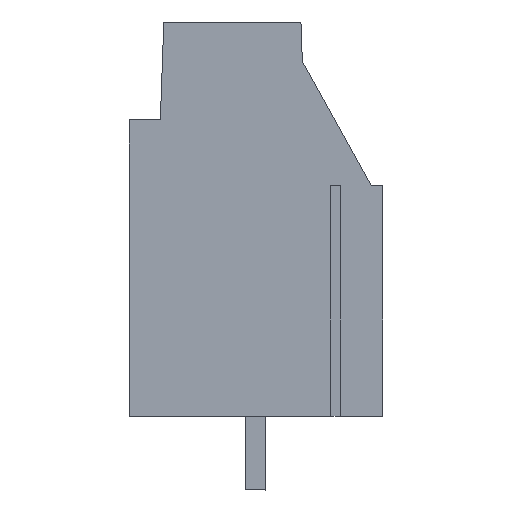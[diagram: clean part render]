
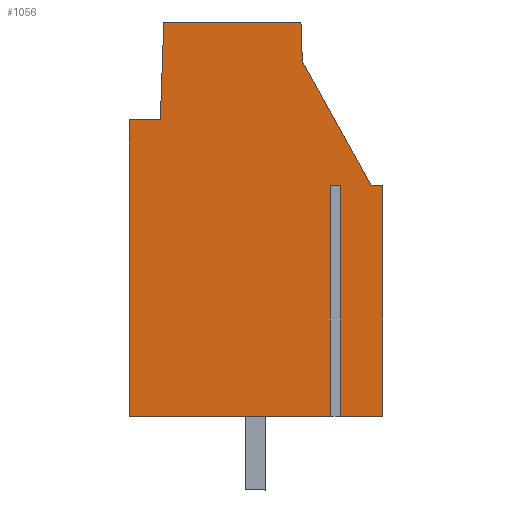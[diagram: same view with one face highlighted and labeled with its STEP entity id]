
A CAD part, left-side view. The second image highlights one B-rep face of the part: STEP entity #1056.
In plain terms, the highlighted planar face has unit normal (-1, 0, 0).
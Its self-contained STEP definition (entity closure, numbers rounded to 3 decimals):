
#964=AXIS2_PLACEMENT_3D('Plane Axis2P3D',#961,#962,#963) ;
#634=CARTESIAN_POINT('Vertex',(0.,0.5,13.2)) ;
#639=CARTESIAN_POINT('Line Origine',(0.,0.25,13.2)) ;
#643=CARTESIAN_POINT('Vertex',(0.,0.,13.2)) ;
#682=CARTESIAN_POINT('Vertex',(0.,3.49,18.592)) ;
#687=CARTESIAN_POINT('Line Origine',(0.,1.995,15.896)) ;
#961=CARTESIAN_POINT('Axis2P3D Location',(0.,11.,0.)) ;
#966=CARTESIAN_POINT('Line Origine',(0.,0.912,3.2)) ;
#970=CARTESIAN_POINT('Vertex',(0.,1.825,3.2)) ;
#972=CARTESIAN_POINT('Vertex',(0.,0.,3.2)) ;
#975=CARTESIAN_POINT('Line Origine',(0.,0.,8.2)) ;
#980=CARTESIAN_POINT('Line Origine',(0.,3.52,19.446)) ;
#984=CARTESIAN_POINT('Vertex',(0.,3.55,20.3)) ;
#987=CARTESIAN_POINT('Line Origine',(0.,6.525,20.3)) ;
#991=CARTESIAN_POINT('Vertex',(0.,9.5,20.3)) ;
#994=CARTESIAN_POINT('Line Origine',(0.,9.574,18.175)) ;
#998=CARTESIAN_POINT('Vertex',(0.,9.648,16.05)) ;
#1001=CARTESIAN_POINT('Line Origine',(0.,10.324,16.05)) ;
#1005=CARTESIAN_POINT('Vertex',(0.,11.,16.05)) ;
#1008=CARTESIAN_POINT('Line Origine',(0.,11.,9.625)) ;
#1012=CARTESIAN_POINT('Vertex',(0.,11.,3.2)) ;
#1015=CARTESIAN_POINT('Line Origine',(0.,6.638,3.2)) ;
#1019=CARTESIAN_POINT('Vertex',(0.,2.275,3.2)) ;
#1022=CARTESIAN_POINT('Line Origine',(0.,2.275,8.2)) ;
#1026=CARTESIAN_POINT('Vertex',(0.,2.275,13.2)) ;
#1029=CARTESIAN_POINT('Line Origine',(0.,2.05,13.2)) ;
#1033=CARTESIAN_POINT('Vertex',(0.,1.825,13.2)) ;
#1036=CARTESIAN_POINT('Line Origine',(0.,1.825,8.2)) ;
#640=DIRECTION('Vector Direction',(0.,-1.,0.)) ;
#688=DIRECTION('Vector Direction',(0.,-0.485,-0.875)) ;
#962=DIRECTION('Axis2P3D Direction',(-1.,0.,0.)) ;
#963=DIRECTION('Axis2P3D XDirection',(0.,-1.,0.)) ;
#967=DIRECTION('Vector Direction',(0.,1.,0.)) ;
#976=DIRECTION('Vector Direction',(0.,0.,-1.)) ;
#981=DIRECTION('Vector Direction',(0.,0.035,0.999)) ;
#988=DIRECTION('Vector Direction',(0.,-1.,0.)) ;
#995=DIRECTION('Vector Direction',(0.,0.035,-0.999)) ;
#1002=DIRECTION('Vector Direction',(0.,-1.,0.)) ;
#1009=DIRECTION('Vector Direction',(0.,0.,1.)) ;
#1016=DIRECTION('Vector Direction',(0.,1.,0.)) ;
#1023=DIRECTION('Vector Direction',(0.,0.,1.)) ;
#1030=DIRECTION('Vector Direction',(0.,-1.,0.)) ;
#1037=DIRECTION('Vector Direction',(0.,0.,1.)) ;
#641=VECTOR('Line Direction',#640,1.) ;
#689=VECTOR('Line Direction',#688,1.) ;
#968=VECTOR('Line Direction',#967,1.) ;
#977=VECTOR('Line Direction',#976,1.) ;
#982=VECTOR('Line Direction',#981,1.) ;
#989=VECTOR('Line Direction',#988,1.) ;
#996=VECTOR('Line Direction',#995,1.) ;
#1003=VECTOR('Line Direction',#1002,1.) ;
#1010=VECTOR('Line Direction',#1009,1.) ;
#1017=VECTOR('Line Direction',#1016,1.) ;
#1024=VECTOR('Line Direction',#1023,1.) ;
#1031=VECTOR('Line Direction',#1030,1.) ;
#1038=VECTOR('Line Direction',#1037,1.) ;
#1042=ORIENTED_EDGE('',*,*,#974,.T.) ;
#1043=ORIENTED_EDGE('',*,*,#979,.T.) ;
#1044=ORIENTED_EDGE('',*,*,#645,.T.) ;
#1045=ORIENTED_EDGE('',*,*,#691,.T.) ;
#1046=ORIENTED_EDGE('',*,*,#986,.T.) ;
#1047=ORIENTED_EDGE('',*,*,#993,.T.) ;
#1048=ORIENTED_EDGE('',*,*,#1000,.T.) ;
#1049=ORIENTED_EDGE('',*,*,#1007,.T.) ;
#1050=ORIENTED_EDGE('',*,*,#1014,.T.) ;
#1051=ORIENTED_EDGE('',*,*,#1021,.T.) ;
#1052=ORIENTED_EDGE('',*,*,#1028,.T.) ;
#1053=ORIENTED_EDGE('',*,*,#1035,.F.) ;
#1054=ORIENTED_EDGE('',*,*,#1040,.F.) ;
#1056=ADVANCED_FACE('KLSC M3x6.3.1',(#1055),#965,.T.) ;
#645=EDGE_CURVE('',#644,#635,#642,.F.) ;
#691=EDGE_CURVE('',#635,#683,#690,.F.) ;
#974=EDGE_CURVE('',#971,#973,#969,.F.) ;
#979=EDGE_CURVE('',#973,#644,#978,.F.) ;
#986=EDGE_CURVE('',#683,#985,#983,.T.) ;
#993=EDGE_CURVE('',#985,#992,#990,.F.) ;
#1000=EDGE_CURVE('',#992,#999,#997,.T.) ;
#1007=EDGE_CURVE('',#999,#1006,#1004,.F.) ;
#1014=EDGE_CURVE('',#1006,#1013,#1011,.F.) ;
#1021=EDGE_CURVE('',#1013,#1020,#1018,.F.) ;
#1028=EDGE_CURVE('',#1020,#1027,#1025,.T.) ;
#1035=EDGE_CURVE('',#1034,#1027,#1032,.F.) ;
#1040=EDGE_CURVE('',#971,#1034,#1039,.T.) ;
#1041=EDGE_LOOP('',(#1042,#1043,#1044,#1045,#1046,#1047,#1048,#1049,#1050,#1051,#1052,#1053,#1054)) ;
#1055=FACE_OUTER_BOUND('',#1041,.T.) ;
#642=LINE('Line',#639,#641) ;
#690=LINE('Line',#687,#689) ;
#969=LINE('Line',#966,#968) ;
#978=LINE('Line',#975,#977) ;
#983=LINE('Line',#980,#982) ;
#990=LINE('Line',#987,#989) ;
#997=LINE('Line',#994,#996) ;
#1004=LINE('Line',#1001,#1003) ;
#1011=LINE('Line',#1008,#1010) ;
#1018=LINE('Line',#1015,#1017) ;
#1025=LINE('Line',#1022,#1024) ;
#1032=LINE('Line',#1029,#1031) ;
#1039=LINE('Line',#1036,#1038) ;
#965=PLANE('',#964) ;
#635=VERTEX_POINT('',#634) ;
#644=VERTEX_POINT('',#643) ;
#683=VERTEX_POINT('',#682) ;
#971=VERTEX_POINT('',#970) ;
#973=VERTEX_POINT('',#972) ;
#985=VERTEX_POINT('',#984) ;
#992=VERTEX_POINT('',#991) ;
#999=VERTEX_POINT('',#998) ;
#1006=VERTEX_POINT('',#1005) ;
#1013=VERTEX_POINT('',#1012) ;
#1020=VERTEX_POINT('',#1019) ;
#1027=VERTEX_POINT('',#1026) ;
#1034=VERTEX_POINT('',#1033) ;
